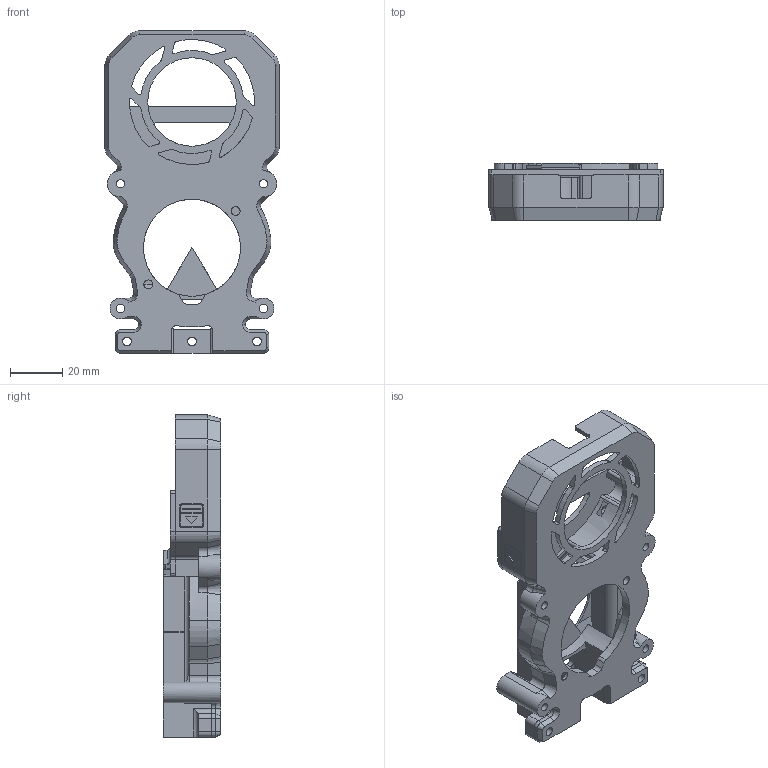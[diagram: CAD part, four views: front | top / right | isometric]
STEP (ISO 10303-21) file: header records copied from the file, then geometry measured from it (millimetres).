
FILE_DESCRIPTION(/* description */ (''),/* implementation_level */ '2;1');
FILE_NAME(/* name */ 'Tank CF 5015.step',/* time_stamp */ '2023-01-16T10:59:19+08:00',/* author */ (''),/* organization */ (''),/* preprocessor_version */ 'ST-DEVELOPER v19.2',/* originating_system */ 'Autodesk Translation Framework v11.17.0.187',/* authorisation */ '');
FILE_SCHEMA (('AUTOMOTIVE_DESIGN { 1 0 10303 214 3 1 1 }'));
Length unit declared in the file: millimetre
Products named in the file (1): Tank CF 5015
Bounding box: 67 x 22 x 123.83 mm (x, y, z)
Volume: 41733.1 mm3; surface area: 36164.9 mm2
Topology: 3 solids, 3 shells, 518 faces, 1448 edges, 942 vertices
Faces by surface type: plane 280, cylinder 210, cone 26, torus 2
Full cylindrical faces by diameter (mm): 3.2 x4, 3.3 x5, 3.4 x7, 34 x1
Entity records: 16893 total; most frequent: CARTESIAN_POINT 3032, DIRECTION 2946, ORIENTED_EDGE 2896, EDGE_CURVE 1448, AXIS2_PLACEMENT_3D 996, LINE 954, VECTOR 954, VERTEX_POINT 942
